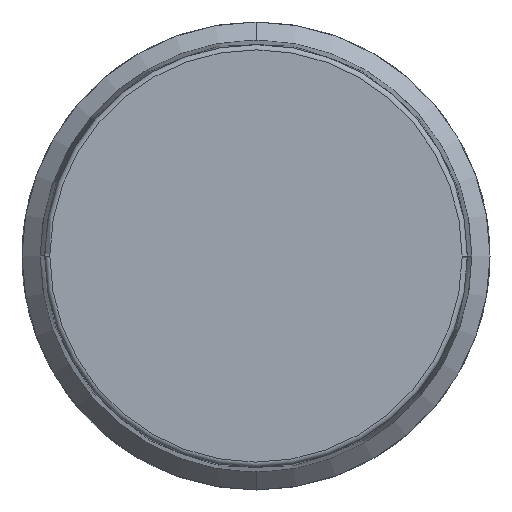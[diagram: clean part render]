
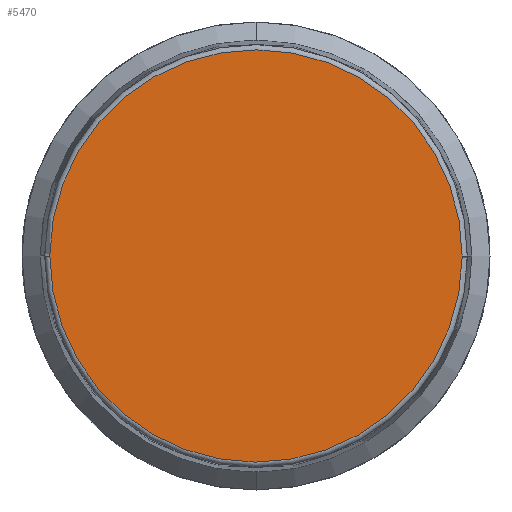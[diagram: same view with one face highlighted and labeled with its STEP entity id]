
A CAD part, left-side view. The second image highlights one B-rep face of the part: STEP entity #5470.
In plain terms, the highlighted face is planar.
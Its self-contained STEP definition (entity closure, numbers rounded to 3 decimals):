
#3023=CARTESIAN_POINT('',(0.,0.,-10.));
#3024=DIRECTION('',(0.,0.,-1.));
#3025=DIRECTION('',(-1.,-0.008,0.));
#3026=AXIS2_PLACEMENT_3D('',#3023,#3024,#3025);
#3043=CARTESIAN_POINT('',(0.,0.,-10.));
#3044=DIRECTION('',(0.,0.,1.));
#3045=DIRECTION('',(1.,0.008,0.));
#3046=AXIS2_PLACEMENT_3D('',#3043,#3044,#3045);
#3048=CARTESIAN_POINT('',(0.,0.,-10.));
#3049=DIRECTION('',(0.,0.,1.));
#3050=DIRECTION('',(-1.,-0.008,0.));
#3051=AXIS2_PLACEMENT_3D('',#3048,#3049,#3050);
#3053=CARTESIAN_POINT('',(0.,0.,-10.));
#3054=DIRECTION('',(0.,0.,-1.));
#3055=DIRECTION('',(1.,0.008,0.));
#3056=AXIS2_PLACEMENT_3D('',#3053,#3054,#3055);
#3828=CARTESIAN_POINT('',(7.929,0.066,-10.));
#3829=CARTESIAN_POINT('',(-7.929,0.,-10.));
#3830=VERTEX_POINT('',#3828);
#3831=VERTEX_POINT('',#3829);
#3832=CARTESIAN_POINT('',(7.929,0.,-10.));
#3833=VERTEX_POINT('',#3832);
#3834=CARTESIAN_POINT('',(-7.929,-0.066,-10.));
#3835=VERTEX_POINT('',#3834);
#5457=CARTESIAN_POINT('',(0.,0.,-10.));
#5458=DIRECTION('',(0.,0.,1.));
#5459=DIRECTION('',(1.,0.,0.));
#5460=AXIS2_PLACEMENT_3D('',#5457,#5458,#5459);
#5461=PLANE('',#5460);
#5463=ORIENTED_EDGE('',*,*,#5462,.F.);
#5465=ORIENTED_EDGE('',*,*,#5464,.T.);
#5466=ORIENTED_EDGE('',*,*,#5446,.F.);
#5467=ORIENTED_EDGE('',*,*,#5444,.T.);
#5468=EDGE_LOOP('',(#5463,#5465,#5466,#5467));
#5469=FACE_OUTER_BOUND('',#5468,.F.);
#5470=ADVANCED_FACE('',(#5469),#5461,.F.);
#3027=CIRCLE('',#3026,7.929);
#3047=CIRCLE('',#3046,7.929);
#3052=CIRCLE('',#3051,7.929);
#3057=CIRCLE('',#3056,7.929);
#5444=EDGE_CURVE('',#3835,#3833,#3052,.T.);
#5446=EDGE_CURVE('',#3835,#3831,#3027,.T.);
#5462=EDGE_CURVE('',#3830,#3833,#3057,.T.);
#5464=EDGE_CURVE('',#3830,#3831,#3047,.T.);
